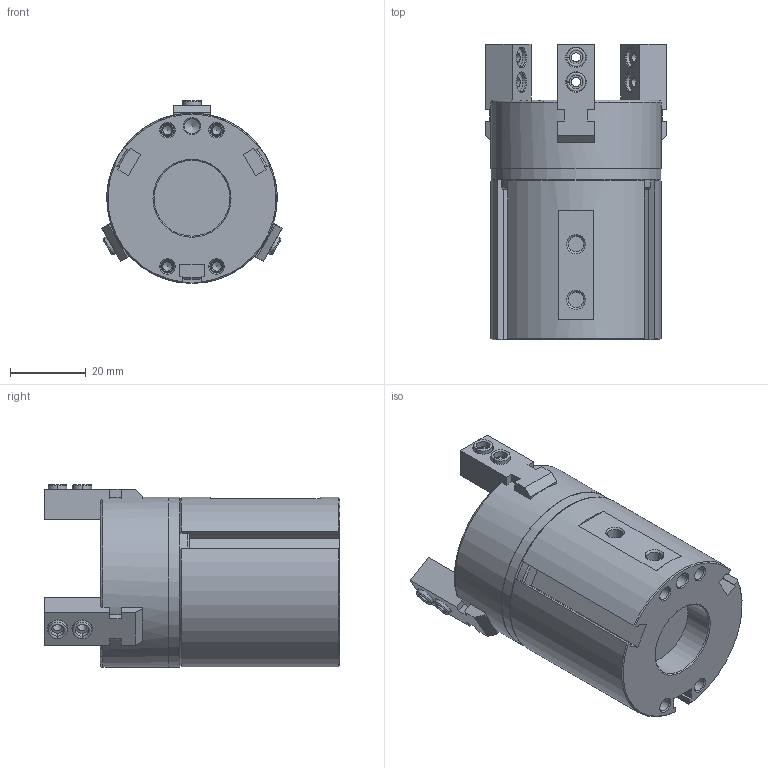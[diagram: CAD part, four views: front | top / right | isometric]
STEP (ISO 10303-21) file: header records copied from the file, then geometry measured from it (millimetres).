
FILE_DESCRIPTION(/* description */ ('STEP AP214'),/* implementation_level */ '2;1');
FILE_NAME(/* name */ '1259494_DHDS-32-A-NC',/* time_stamp */ '2024-08-14T13:19:08+02:00',/* author */ ('License CC BY-ND 4.0'),/* organization */ ('CADENAS'),/* preprocessor_version */ 'ST-DEVELOPER v19.3',/* originating_system */ 'PARTsolutions',/* authorisation */ ' ');
FILE_SCHEMA (('AUTOMOTIVE_DESIGN {1 0 10303 214 3 1 1}'));
Length unit declared in the file: millimetre
Products named in the file (4): 1259494 DHDS-32-A-NC---(0); 1259494 DHDS-32-A-NC---(Geh); 1259494 DHDS-32-A-NC---(Griff); 8146543 ZBH-5-B
Assembly tree (10 placements, depth 2):
  1259494 DHDS-32-A-NC---(0)
    1259494 DHDS-32-A-NC---(Geh)
    1259494 DHDS-32-A-NC---(Griff)  x3
    8146543 ZBH-5-B  x6
Bounding box: 47.61 x 78 x 48.3 mm (x, y, z)
Volume: 97117.7 mm3; surface area: 23521.3 mm2
Topology: 10 solids, 10 shells, 287 faces, 701 edges, 458 vertices
Faces by surface type: plane 181, cylinder 53, cone 38, torus 15
Full cylindrical faces by diameter (mm): 2.459 x10, 3.5 x4, 4 x1, 4.134 x2, 5 x12, 20 x1, 44.8 x1, 45 x1
Entity records: 6185 total; most frequent: CARTESIAN_POINT 977, DIRECTION 856, ORIENTED_EDGE 806, EDGE_CURVE 403, AXIS2_PLACEMENT_3D 293, VERTEX_POINT 292, LINE 270, VECTOR 270
